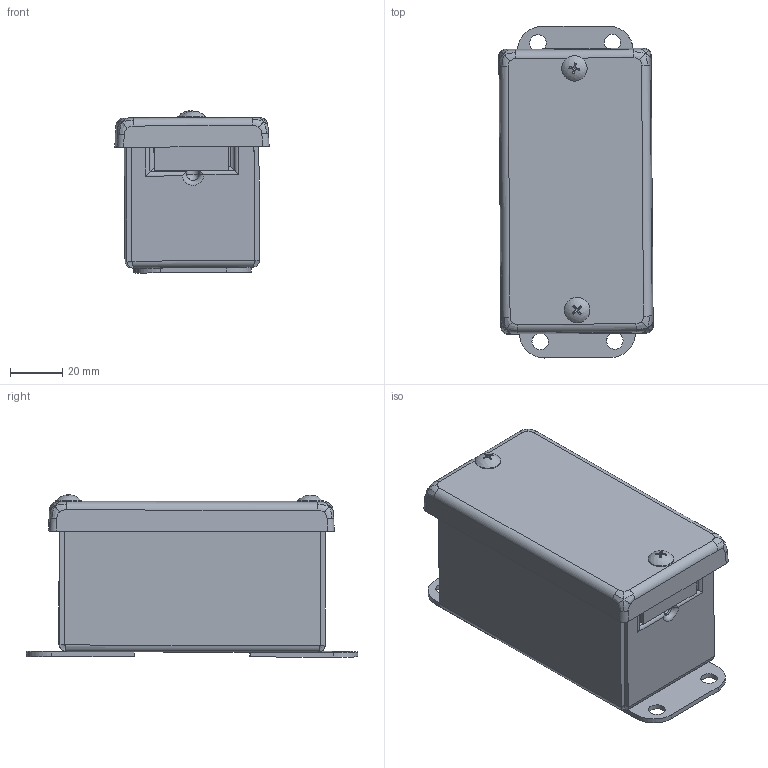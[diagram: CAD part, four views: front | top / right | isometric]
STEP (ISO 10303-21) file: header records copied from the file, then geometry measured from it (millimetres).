
FILE_DESCRIPTION(/* description */ (''),/* implementation_level */ '2;1');
FILE_NAME(/* name */ 'JIC040202.stp',/* time_stamp */ '2014-02-24T09:59:15-06:00',/* author */ ('mraetz'),/* organization */ (''),/* preprocessor_version */ 'ST-DEVELOPER v15.2',/* originating_system */ 'Autodesk Inventor 2014',/* authorisation */ '');
FILE_SCHEMA (('AUTOMOTIVE_DESIGN { 1 0 10303 214 3 1 1 }'));
Length unit declared in the file: inch
Products named in the file (7): BR4X2P; 316271; JIC422P; 31811; 372177; 348114; JIC040202
Bounding box: 59.12 x 127.19 x 62.11 mm (x, y, z)
Volume: 80608.2 mm3; surface area: 78849.5 mm2
Topology: 9 solids, 9 shells, 315 faces, 800 edges, 504 vertices
Faces by surface type: plane 117, cylinder 92, bspline 62, cone 20, torus 18, sphere 6
Full cylindrical faces by diameter (mm): 4.166 x2, 5.556 x2, 6.35 x4, 9.754 x2
Entity records: 12078 total; most frequent: CARTESIAN_POINT 5630, ORIENTED_EDGE 1354, DIRECTION 1166, EDGE_CURVE 677, AXIS2_PLACEMENT_3D 437, VERTEX_POINT 427, LINE 292, VECTOR 292
